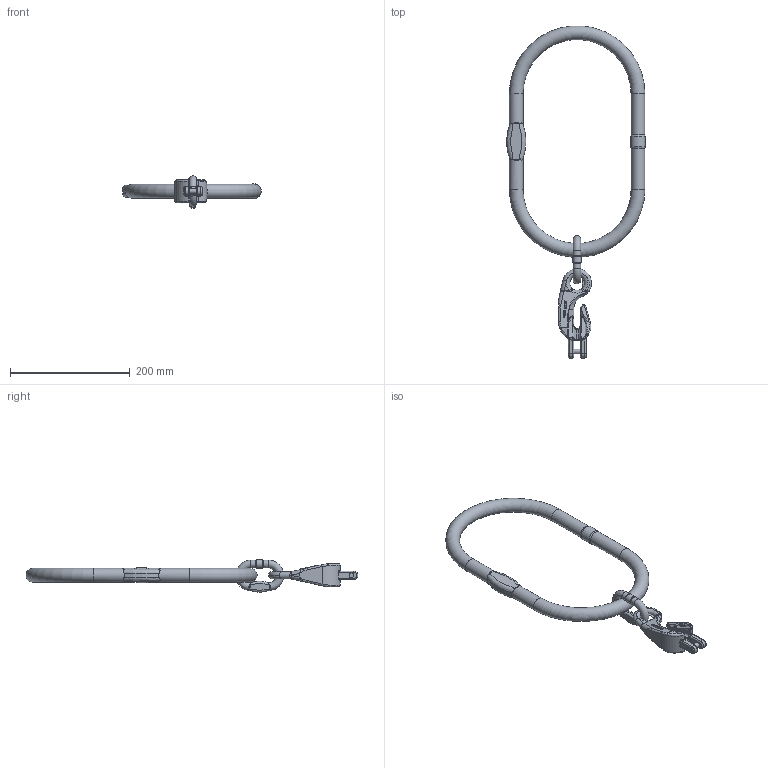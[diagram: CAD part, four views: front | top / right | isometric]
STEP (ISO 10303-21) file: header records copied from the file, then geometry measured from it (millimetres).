
FILE_DESCRIPTION(/* description */ (''),/* implementation_level */ '2;1');
FILE_NAME(/* name */ 'pewag_LXKW_1-8',/* time_stamp */ '2010-03-03T13:56:18+01:00',/* author */ (''),/* organization */ (''),/* preprocessor_version */ 'ST-DEVELOPER v9',/* originating_system */ 'UGS - NX 4.0',/* authorisation */ '');
FILE_SCHEMA (('AUTOMOTIVE_DESIGN { 1 0 10303 214 1 1 1 1 }'));
Length unit declared in the file: millimetre
Products named in the file (1): rit7E48oz2g
Bounding box: 231.46 x 553.65 x 54.06 mm (x, y, z)
Volume: 518747.8 mm3; surface area: 98470.1 mm2
Topology: 4 solids, 4 shells, 536 faces, 1365 edges, 836 vertices
Faces by surface type: plane 139, cylinder 127, bspline 116, extrusion 93, torus 41, sphere 12, cone 8
Full cylindrical faces by diameter (mm): 8 x3, 13 x2, 13.975 x1, 23 x4, 24.725 x1
Entity records: 19705 total; most frequent: CARTESIAN_POINT 8061, ORIENTED_EDGE 2652, DIRECTION 2010, EDGE_CURVE 1326, VERTEX_POINT 826, AXIS2_PLACEMENT_3D 748, EDGE_LOOP 574, B_SPLINE_CURVE_WITH_KNOTS 567
